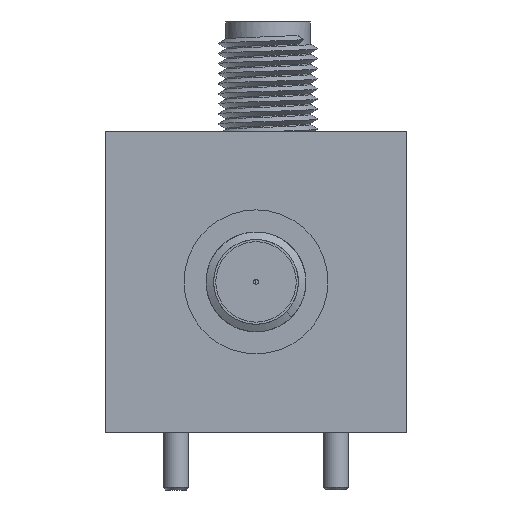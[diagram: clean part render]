
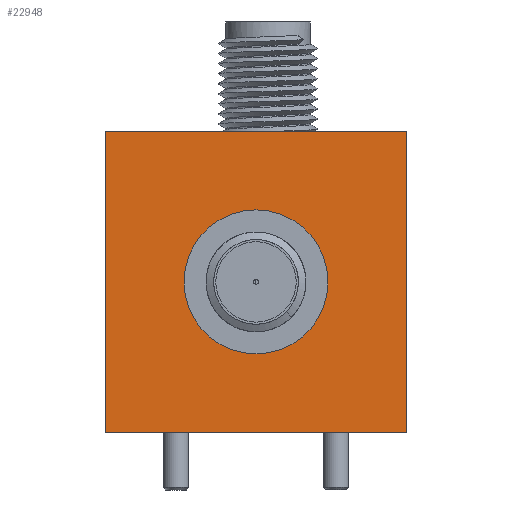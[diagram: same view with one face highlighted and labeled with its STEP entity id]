
A CAD part, left-side view. The second image highlights one B-rep face of the part: STEP entity #22948.
In plain terms, the highlighted planar face has unit normal (-1, 0, 0).
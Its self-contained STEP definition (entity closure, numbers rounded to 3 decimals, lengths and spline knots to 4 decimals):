
#34 = AXIS2_PLACEMENT_3D ( 'NONE', #7098, #30659, #11747 ) ;
#125 = DIRECTION ( 'NONE',  ( 1., 0., 0. ) ) ;
#604 = ORIENTED_EDGE ( 'NONE', *, *, #14739, .F. ) ;
#824 = ORIENTED_EDGE ( 'NONE', *, *, #11267, .T. ) ;
#861 = CARTESIAN_POINT ( 'NONE',  ( -0.5775, 0.75, 0.375 ) ) ;
#1009 = CARTESIAN_POINT ( 'NONE',  ( -0.5775, 0.75, -0.375 ) ) ;
#1642 = VERTEX_POINT ( 'NONE', #13603 ) ;
#2551 = ORIENTED_EDGE ( 'NONE', *, *, #22394, .F. ) ;
#2881 = CARTESIAN_POINT ( 'NONE',  ( -0.5775, 0.375, -0.179 ) ) ;
#3595 = DIRECTION ( 'NONE',  ( 0., -1., 0. ) ) ;
#3599 = VERTEX_POINT ( 'NONE', #14431 ) ;
#3765 = LINE ( 'NONE', #21813, #9888 ) ;
#3933 = DIRECTION ( 'NONE',  ( 0., -1., 0. ) ) ;
#4204 = EDGE_CURVE ( 'NONE', #30226, #27811, #11549, .T. ) ;
#5104 = CARTESIAN_POINT ( 'NONE',  ( -0.5775, 0.75, 0.375 ) ) ;
#7098 = CARTESIAN_POINT ( 'NONE',  ( -0.5775, 0.375, 0. ) ) ;
#7377 = LINE ( 'NONE', #14933, #16830 ) ;
#8351 = FACE_OUTER_BOUND ( 'NONE', #24517, .T. ) ;
#9888 = VECTOR ( 'NONE', #3933, 39.3701 ) ;
#10676 = AXIS2_PLACEMENT_3D ( 'NONE', #5104, #125, #31906 ) ;
#11267 = EDGE_CURVE ( 'NONE', #3599, #1642, #27144, .T. ) ;
#11549 = CIRCLE ( 'NONE', #34, 0.179 ) ;
#11747 = DIRECTION ( 'NONE',  ( 0., 0., 1. ) ) ;
#12051 = CARTESIAN_POINT ( 'NONE',  ( -0.5775, 0.75, 0.375 ) ) ;
#12703 = EDGE_CURVE ( 'NONE', #1642, #29947, #7377, .T. ) ;
#13522 = DIRECTION ( 'NONE',  ( -1., 0., 0. ) ) ;
#13603 = CARTESIAN_POINT ( 'NONE',  ( -0.5775, 0., -0.375 ) ) ;
#14431 = CARTESIAN_POINT ( 'NONE',  ( -0.5775, 0.75, -0.375 ) ) ;
#14739 = EDGE_CURVE ( 'NONE', #25340, #29947, #3765, .T. ) ;
#14933 = CARTESIAN_POINT ( 'NONE',  ( -0.5775, 0., 0.375 ) ) ;
#16547 = ORIENTED_EDGE ( 'NONE', *, *, #4204, .F. ) ;
#16830 = VECTOR ( 'NONE', #30587, 39.3701 ) ;
#16844 = ORIENTED_EDGE ( 'NONE', *, *, #12703, .T. ) ;
#17303 = VECTOR ( 'NONE', #3595, 39.3701 ) ;
#18350 = FACE_BOUND ( 'NONE', #33511, .T. ) ;
#21277 = CARTESIAN_POINT ( 'NONE',  ( -0.5775, 0.375, 0. ) ) ;
#21813 = CARTESIAN_POINT ( 'NONE',  ( -0.5775, 0.75, 0.375 ) ) ;
#22394 = EDGE_CURVE ( 'NONE', #3599, #25340, #28061, .T. ) ;
#22489 = CIRCLE ( 'NONE', #24677, 0.179 ) ;
#22860 = PLANE ( 'NONE',  #10676 ) ;
#22948 = ADVANCED_FACE ( 'NONE', ( #18350, #8351 ), #22860, .F. ) ;
#23798 = CARTESIAN_POINT ( 'NONE',  ( -0.5775, 0., 0.375 ) ) ;
#24517 = EDGE_LOOP ( 'NONE', ( #16844, #604, #2551, #824 ) ) ;
#24677 = AXIS2_PLACEMENT_3D ( 'NONE', #21277, #13522, #28692 ) ;
#25334 = CARTESIAN_POINT ( 'NONE',  ( -0.5775, 0.375, 0.179 ) ) ;
#25340 = VERTEX_POINT ( 'NONE', #861 ) ;
#26584 = VECTOR ( 'NONE', #30123, 39.3701 ) ;
#27144 = LINE ( 'NONE', #1009, #17303 ) ;
#27811 = VERTEX_POINT ( 'NONE', #2881 ) ;
#28061 = LINE ( 'NONE', #12051, #26584 ) ;
#28692 = DIRECTION ( 'NONE',  ( 0., 0., 1. ) ) ;
#29947 = VERTEX_POINT ( 'NONE', #23798 ) ;
#30123 = DIRECTION ( 'NONE',  ( 0., 0., 1. ) ) ;
#30226 = VERTEX_POINT ( 'NONE', #25334 ) ;
#30514 = ORIENTED_EDGE ( 'NONE', *, *, #33265, .F. ) ;
#30587 = DIRECTION ( 'NONE',  ( 0., 0., 1. ) ) ;
#30659 = DIRECTION ( 'NONE',  ( -1., 0., 0. ) ) ;
#31906 = DIRECTION ( 'NONE',  ( 0., 0., -1. ) ) ;
#33265 = EDGE_CURVE ( 'NONE', #27811, #30226, #22489, .T. ) ;
#33511 = EDGE_LOOP ( 'NONE', ( #16547, #30514 ) ) ;
